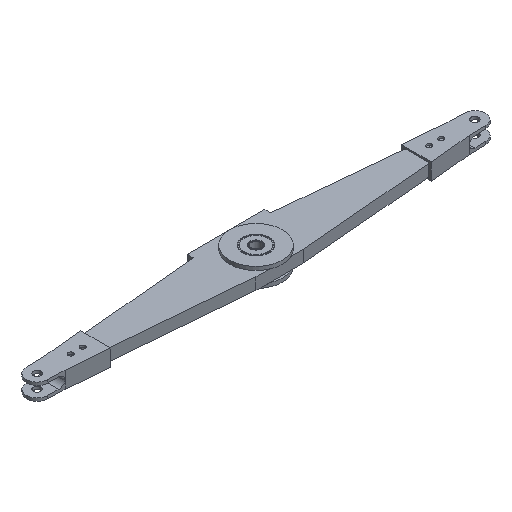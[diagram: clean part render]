
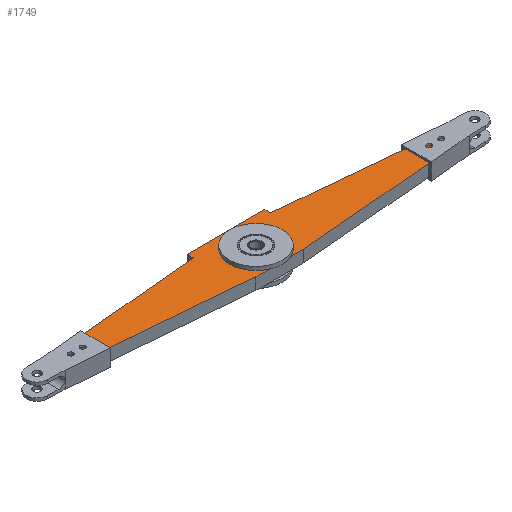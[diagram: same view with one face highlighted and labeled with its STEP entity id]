
A CAD part, isometric view. The second image highlights one B-rep face of the part: STEP entity #1749.
In plain terms, the highlighted planar face has unit normal (0, 0, 1).
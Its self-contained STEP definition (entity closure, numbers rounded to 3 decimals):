
#108=FACE_BOUND('',#327,.T.);
#109=FACE_BOUND('',#328,.T.);
#110=FACE_BOUND('',#329,.T.);
#111=FACE_BOUND('',#330,.T.);
#112=FACE_BOUND('',#331,.T.);
#161=PLANE('',#1933);
#221=FACE_OUTER_BOUND('',#326,.T.);
#326=EDGE_LOOP('',(#1298,#1299,#1300,#1301,#1302,#1303,#1304,#1305,#1306,
#1307));
#327=EDGE_LOOP('',(#1308));
#328=EDGE_LOOP('',(#1309));
#329=EDGE_LOOP('',(#1310));
#330=EDGE_LOOP('',(#1311,#1312,#1313,#1314,#1315,#1316,#1317,#1318));
#331=EDGE_LOOP('',(#1319));
#452=LINE('',#2767,#570);
#456=LINE('',#2779,#574);
#460=LINE('',#2791,#578);
#464=LINE('',#2801,#582);
#470=LINE('',#2827,#588);
#473=LINE('',#2833,#591);
#476=LINE('',#2839,#594);
#479=LINE('',#2845,#597);
#482=LINE('',#2851,#600);
#485=LINE('',#2857,#603);
#488=LINE('',#2863,#606);
#491=LINE('',#2869,#609);
#494=LINE('',#2875,#612);
#497=LINE('',#2879,#615);
#570=VECTOR('',#2160,10.);
#574=VECTOR('',#2172,10.);
#578=VECTOR('',#2184,10.);
#582=VECTOR('',#2196,10.);
#588=VECTOR('',#2222,10.);
#591=VECTOR('',#2227,10.);
#594=VECTOR('',#2232,10.);
#597=VECTOR('',#2237,10.);
#600=VECTOR('',#2242,10.);
#603=VECTOR('',#2247,10.);
#606=VECTOR('',#2252,10.);
#609=VECTOR('',#2257,10.);
#612=VECTOR('',#2262,10.);
#615=VECTOR('',#2267,10.);
#684=CIRCLE('',#1896,2.1);
#687=CIRCLE('',#1900,20.1);
#689=CIRCLE('',#1904,15.1);
#691=CIRCLE('',#1908,20.1);
#693=CIRCLE('',#1912,15.1);
#694=CIRCLE('',#1915,2.1);
#696=CIRCLE('',#1918,2.1);
#698=CIRCLE('',#1921,2.1);
#806=VERTEX_POINT('',#2749);
#810=VERTEX_POINT('',#2758);
#811=VERTEX_POINT('',#2760);
#813=VERTEX_POINT('',#2766);
#815=VERTEX_POINT('',#2772);
#817=VERTEX_POINT('',#2778);
#819=VERTEX_POINT('',#2784);
#821=VERTEX_POINT('',#2790);
#823=VERTEX_POINT('',#2796);
#824=VERTEX_POINT('',#2803);
#826=VERTEX_POINT('',#2809);
#828=VERTEX_POINT('',#2815);
#832=VERTEX_POINT('',#2824);
#833=VERTEX_POINT('',#2826);
#835=VERTEX_POINT('',#2832);
#837=VERTEX_POINT('',#2838);
#839=VERTEX_POINT('',#2844);
#841=VERTEX_POINT('',#2850);
#843=VERTEX_POINT('',#2856);
#845=VERTEX_POINT('',#2862);
#847=VERTEX_POINT('',#2868);
#849=VERTEX_POINT('',#2874);
#966=EDGE_CURVE('',#806,#806,#684,.T.);
#971=EDGE_CURVE('',#811,#810,#687,.T.);
#974=EDGE_CURVE('',#813,#811,#452,.T.);
#977=EDGE_CURVE('',#815,#813,#689,.T.);
#980=EDGE_CURVE('',#817,#815,#456,.T.);
#983=EDGE_CURVE('',#819,#817,#691,.T.);
#986=EDGE_CURVE('',#821,#819,#460,.T.);
#989=EDGE_CURVE('',#823,#821,#693,.T.);
#992=EDGE_CURVE('',#810,#823,#464,.T.);
#993=EDGE_CURVE('',#824,#824,#694,.T.);
#996=EDGE_CURVE('',#826,#826,#696,.T.);
#999=EDGE_CURVE('',#828,#828,#698,.T.);
#1004=EDGE_CURVE('',#833,#832,#470,.T.);
#1007=EDGE_CURVE('',#835,#833,#473,.T.);
#1010=EDGE_CURVE('',#837,#835,#476,.T.);
#1013=EDGE_CURVE('',#839,#837,#479,.T.);
#1016=EDGE_CURVE('',#841,#839,#482,.T.);
#1019=EDGE_CURVE('',#843,#841,#485,.T.);
#1022=EDGE_CURVE('',#845,#843,#488,.T.);
#1025=EDGE_CURVE('',#847,#845,#491,.T.);
#1028=EDGE_CURVE('',#849,#847,#494,.T.);
#1031=EDGE_CURVE('',#832,#849,#497,.T.);
#1298=ORIENTED_EDGE('',*,*,#1031,.T.);
#1299=ORIENTED_EDGE('',*,*,#1028,.T.);
#1300=ORIENTED_EDGE('',*,*,#1025,.T.);
#1301=ORIENTED_EDGE('',*,*,#1022,.T.);
#1302=ORIENTED_EDGE('',*,*,#1019,.T.);
#1303=ORIENTED_EDGE('',*,*,#1016,.T.);
#1304=ORIENTED_EDGE('',*,*,#1013,.T.);
#1305=ORIENTED_EDGE('',*,*,#1010,.T.);
#1306=ORIENTED_EDGE('',*,*,#1007,.T.);
#1307=ORIENTED_EDGE('',*,*,#1004,.T.);
#1308=ORIENTED_EDGE('',*,*,#999,.T.);
#1309=ORIENTED_EDGE('',*,*,#996,.T.);
#1310=ORIENTED_EDGE('',*,*,#993,.T.);
#1311=ORIENTED_EDGE('',*,*,#992,.T.);
#1312=ORIENTED_EDGE('',*,*,#989,.T.);
#1313=ORIENTED_EDGE('',*,*,#986,.T.);
#1314=ORIENTED_EDGE('',*,*,#983,.T.);
#1315=ORIENTED_EDGE('',*,*,#980,.T.);
#1316=ORIENTED_EDGE('',*,*,#977,.T.);
#1317=ORIENTED_EDGE('',*,*,#974,.T.);
#1318=ORIENTED_EDGE('',*,*,#971,.T.);
#1319=ORIENTED_EDGE('',*,*,#966,.T.);
#1749=ADVANCED_FACE('',(#221,#108,#109,#110,#111,#112),#161,.T.);
#1896=AXIS2_PLACEMENT_3D('',#2750,#2144,#2145);
#1900=AXIS2_PLACEMENT_3D('',#2761,#2154,#2155);
#1904=AXIS2_PLACEMENT_3D('',#2773,#2166,#2167);
#1908=AXIS2_PLACEMENT_3D('',#2785,#2178,#2179);
#1912=AXIS2_PLACEMENT_3D('',#2797,#2190,#2191);
#1915=AXIS2_PLACEMENT_3D('',#2804,#2199,#2200);
#1918=AXIS2_PLACEMENT_3D('',#2810,#2206,#2207);
#1921=AXIS2_PLACEMENT_3D('',#2816,#2213,#2214);
#1933=AXIS2_PLACEMENT_3D('',#2880,#2268,#2269);
#2144=DIRECTION('center_axis',(0.,0.,-1.));
#2145=DIRECTION('ref_axis',(1.,0.,0.));
#2154=DIRECTION('center_axis',(0.,0.,-1.));
#2155=DIRECTION('ref_axis',(0.967,-0.254,0.));
#2160=DIRECTION('',(1.,0.,0.));
#2166=DIRECTION('center_axis',(0.,0.,-1.));
#2167=DIRECTION('ref_axis',(0.941,0.338,0.));
#2172=DIRECTION('',(1.,0.,0.));
#2178=DIRECTION('center_axis',(0.,0.,-1.));
#2179=DIRECTION('ref_axis',(-0.967,0.254,0.));
#2184=DIRECTION('',(-1.,0.,0.));
#2190=DIRECTION('center_axis',(0.,0.,-1.));
#2191=DIRECTION('ref_axis',(-0.941,-0.338,0.));
#2196=DIRECTION('',(-1.,0.,0.));
#2199=DIRECTION('center_axis',(0.,0.,-1.));
#2200=DIRECTION('ref_axis',(1.,0.,0.));
#2206=DIRECTION('center_axis',(0.,0.,-1.));
#2207=DIRECTION('ref_axis',(1.,0.,0.));
#2213=DIRECTION('center_axis',(0.,0.,-1.));
#2214=DIRECTION('ref_axis',(1.,0.,0.));
#2222=DIRECTION('',(-0.996,0.094,0.));
#2227=DIRECTION('',(0.,1.,0.));
#2232=DIRECTION('',(0.996,0.086,0.));
#2237=DIRECTION('',(1.,0.,0.));
#2242=DIRECTION('',(0.996,-0.086,0.));
#2247=DIRECTION('',(0.,-1.,0.));
#2252=DIRECTION('',(-0.996,-0.094,0.));
#2257=DIRECTION('',(0.,-1.,0.));
#2262=DIRECTION('',(-1.,0.,0.));
#2267=DIRECTION('',(0.,1.,0.));
#2268=DIRECTION('center_axis',(0.,0.,1.));
#2269=DIRECTION('ref_axis',(1.,0.,0.));
#2749=CARTESIAN_POINT('',(-147.1,0.,10.));
#2750=CARTESIAN_POINT('Origin',(-145.,0.,
10.));
#2758=CARTESIAN_POINT('',(19.442,-5.1,10.));
#2760=CARTESIAN_POINT('',(19.442,5.1,10.));
#2761=CARTESIAN_POINT('Origin',(0.,0.,10.));
#2766=CARTESIAN_POINT('',(14.213,5.1,10.));
#2767=CARTESIAN_POINT('',(19.442,5.1,10.));
#2772=CARTESIAN_POINT('',(-14.213,5.1,10.));
#2773=CARTESIAN_POINT('Origin',(0.,0.,10.));
#2778=CARTESIAN_POINT('',(-19.442,5.1,10.));
#2779=CARTESIAN_POINT('',(-14.213,5.1,10.));
#2784=CARTESIAN_POINT('',(-19.442,-5.1,10.));
#2785=CARTESIAN_POINT('Origin',(0.,0.,10.));
#2790=CARTESIAN_POINT('',(-14.213,-5.1,10.));
#2791=CARTESIAN_POINT('',(-19.442,-5.1,10.));
#2796=CARTESIAN_POINT('',(14.213,-5.1,10.));
#2797=CARTESIAN_POINT('Origin',(0.,0.,10.));
#2801=CARTESIAN_POINT('',(14.213,-5.1,10.));
#2803=CARTESIAN_POINT('',(-157.1,0.,10.));
#2804=CARTESIAN_POINT('Origin',(-155.,0.,
10.));
#2809=CARTESIAN_POINT('',(152.9,0.,10.));
#2810=CARTESIAN_POINT('Origin',(155.,0.,10.));
#2815=CARTESIAN_POINT('',(142.9,0.,10.));
#2816=CARTESIAN_POINT('Origin',(145.,0.,10.));
#2824=CARTESIAN_POINT('',(32.5,20.,10.));
#2826=CARTESIAN_POINT('',(165.,7.546,10.));
#2827=CARTESIAN_POINT('',(32.5,20.,10.));
#2832=CARTESIAN_POINT('',(165.,-7.443,10.));
#2833=CARTESIAN_POINT('',(165.,7.546,10.));
#2838=CARTESIAN_POINT('',(20.,-20.,10.));
#2839=CARTESIAN_POINT('',(20.,-20.,10.));
#2844=CARTESIAN_POINT('',(-20.,-20.,10.));
#2845=CARTESIAN_POINT('',(-20.,-20.,10.));
#2850=CARTESIAN_POINT('',(-165.,-7.443,10.));
#2851=CARTESIAN_POINT('',(-20.,-20.,10.));
#2856=CARTESIAN_POINT('',(-165.,7.546,10.));
#2857=CARTESIAN_POINT('',(-165.,7.546,10.));
#2862=CARTESIAN_POINT('',(-32.5,20.,10.));
#2863=CARTESIAN_POINT('',(-32.5,20.,10.));
#2868=CARTESIAN_POINT('',(-32.5,25.,10.));
#2869=CARTESIAN_POINT('',(-32.5,25.,10.));
#2874=CARTESIAN_POINT('',(32.5,25.,10.));
#2875=CARTESIAN_POINT('',(32.5,25.,10.));
#2879=CARTESIAN_POINT('',(32.5,20.,10.));
#2880=CARTESIAN_POINT('Origin',(0.,2.5,
10.));
